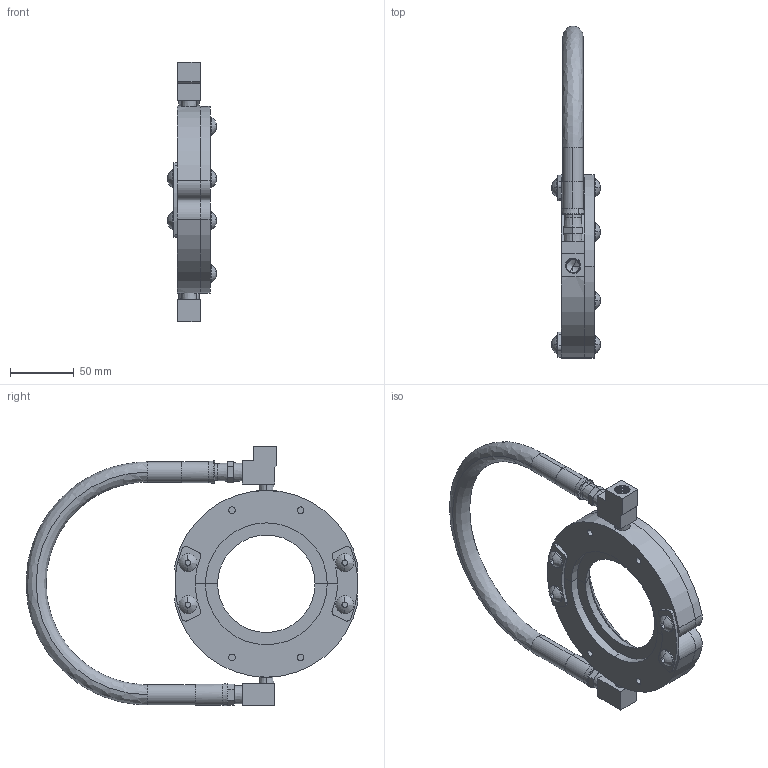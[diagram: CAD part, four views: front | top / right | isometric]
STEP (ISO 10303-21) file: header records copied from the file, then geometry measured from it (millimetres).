
FILE_DESCRIPTION (( 'STEP AP203' ), '1' );
FILE_NAME ('RB3AL.STEP', '2017-11-07T13:21:39', ( '' ), ( '' ), 'SwSTEP 2.0', 'SolidWorks 2016', '' );
FILE_SCHEMA (( 'CONFIG_CONTROL_DESIGN' ));
Length unit declared in the file: millimetre
Products named in the file (9): Part6; Part2; Part1_1; RB3AL; Part5; Part7; Part3; Part3.1; Part4
Assembly tree (21 placements, depth 2):
  RB3AL
    Part1_1  x2
    Part2  x2
    Part5  x12
    Part3
    Part3.1
    Part6
    Part7
    Part4
Bounding box: 38.27 x 259.56 x 203.22 mm (x, y, z)
Volume: 364668.2 mm3; surface area: 108285.4 mm2
Topology: 21 solids, 21 shells, 520 faces, 1294 edges, 830 vertices
Faces by surface type: plane 251, cylinder 142, bspline 66, cone 61
Entity records: 10819 total; most frequent: CARTESIAN_POINT 3770, ORIENTED_EDGE 1230, DIRECTION 1139, EDGE_CURVE 615, AXIS2_PLACEMENT_3D 427, VERTEX_POINT 397, VECTOR 285, LINE 285
